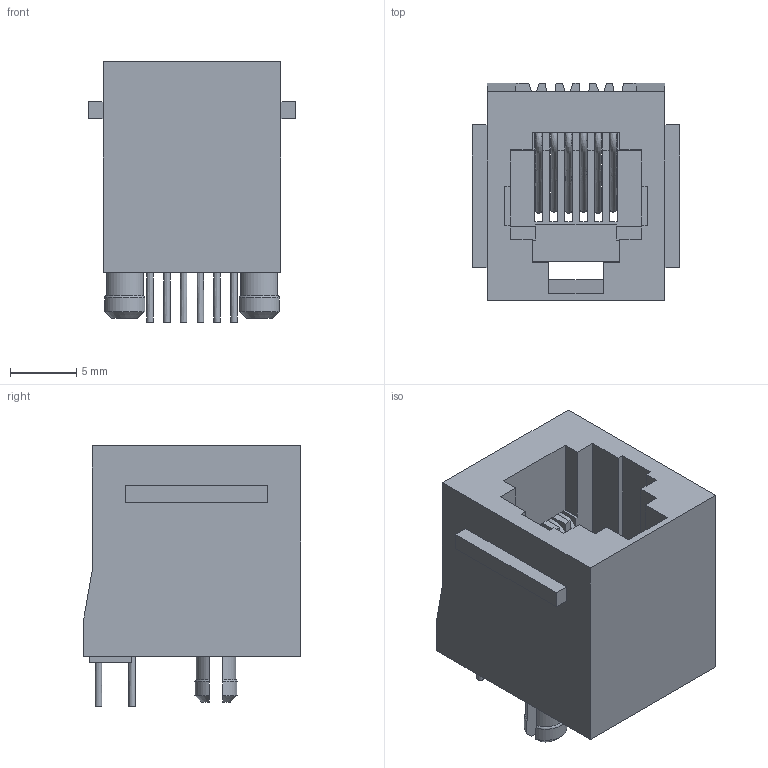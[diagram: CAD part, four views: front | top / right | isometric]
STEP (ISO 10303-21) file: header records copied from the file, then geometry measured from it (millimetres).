
FILE_DESCRIPTION(/* description */ ('Unknown'),/* implementation_level */ '2;1');
FILE_NAME(/* name */ 'J_Wurth_WR-MJ_615006144121',/* time_stamp */ '2025-07-07T17:26:15+08:00',/* author */ ('Unknown'),/* organization */ ('Unknown'),/* preprocessor_version */ 'ST-DEVELOPER v19.4',/* originating_system */ 'Solid Edge',/* authorisation */ 'Unknown');
FILE_SCHEMA (('AUTOMOTIVE_DESIGN {1 0 10303 214 3 1 1}'));
Length unit declared in the file: millimetre
Products named in the file (2): J_Wurth_WR-MJ_615006144121
Assembly tree (1 placements, depth 2):
  J_Wurth_WR-MJ_615006144121
    J_Wurth_WR-MJ_615006144121
Bounding box: 15.66 x 16.48 x 19.68 mm (x, y, z)
Volume: 1841.9 mm3; surface area: 2979.9 mm2
Topology: 7 solids, 7 shells, 233 faces, 650 edges, 424 vertices
Faces by surface type: plane 203, cylinder 16, bspline 6, cone 4, torus 4
Full cylindrical faces by diameter (mm): 1.7 x2
Entity records: 11046 total; most frequent: CARTESIAN_POINT 4983, ORIENTED_EDGE 1284, DIRECTION 1132, EDGE_CURVE 642, LINE 578, VECTOR 578, VERTEX_POINT 424, AXIS2_PLACEMENT_3D 277
